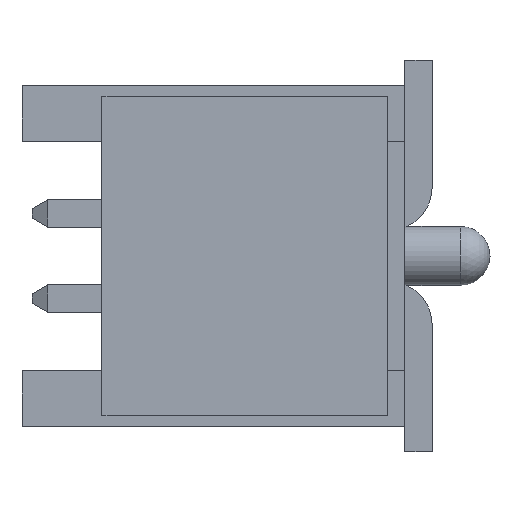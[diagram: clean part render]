
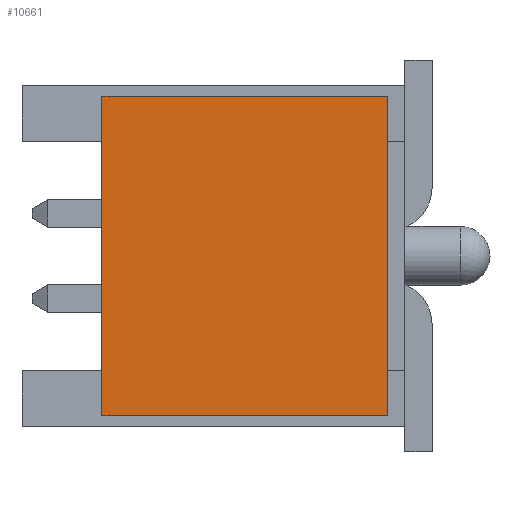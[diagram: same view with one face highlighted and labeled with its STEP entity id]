
A CAD part, left-side view. The second image highlights one B-rep face of the part: STEP entity #10661.
In plain terms, the highlighted planar face has unit normal (-1, 0, 0).
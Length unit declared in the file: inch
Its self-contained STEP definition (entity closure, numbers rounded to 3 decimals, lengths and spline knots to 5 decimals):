
#1461 = CARTESIAN_POINT ( 'NONE',  ( -0.299, 0.01, 0.094 ) ) ;
#1778 = ORIENTED_EDGE ( 'NONE', *, *, #13212, .F. ) ;
#2095 = CARTESIAN_POINT ( 'NONE',  ( -0.299, 0.178, 0.094 ) ) ;
#2402 = DIRECTION ( 'NONE',  ( 0., 0., -1. ) ) ;
#3136 = VERTEX_POINT ( 'NONE', #3792 ) ;
#3273 = LINE ( 'NONE', #7747, #16928 ) ;
#3792 = CARTESIAN_POINT ( 'NONE',  ( -0.299, 0.01, -0.094 ) ) ;
#4518 = VECTOR ( 'NONE', #9371, 39.37008 ) ;
#4710 = CARTESIAN_POINT ( 'NONE',  ( -0.299, 0.178, -0.094 ) ) ;
#4962 = CARTESIAN_POINT ( 'NONE',  ( -0.299, 0.178, -0.094 ) ) ;
#5008 = DIRECTION ( 'NONE',  ( 0., -1., 0. ) ) ;
#6508 = CARTESIAN_POINT ( 'NONE',  ( -0.299, 0.178, 0.094 ) ) ;
#6636 = AXIS2_PLACEMENT_3D ( 'NONE', #8109, #18254, #9597 ) ;
#7298 = LINE ( 'NONE', #14276, #14583 ) ;
#7747 = CARTESIAN_POINT ( 'NONE',  ( -0.299, 0.178, 0.094 ) ) ;
#8082 = EDGE_CURVE ( 'NONE', #9684, #3136, #7298, .T. ) ;
#8109 = CARTESIAN_POINT ( 'NONE',  ( -0.299, 0.178, 0.094 ) ) ;
#8394 = LINE ( 'NONE', #4962, #4518 ) ;
#9013 = VECTOR ( 'NONE', #5008, 39.37008 ) ;
#9371 = DIRECTION ( 'NONE',  ( 0., -1., 0. ) ) ;
#9597 = DIRECTION ( 'NONE',  ( 0., 0., 1. ) ) ;
#9684 = VERTEX_POINT ( 'NONE', #1461 ) ;
#10661 = ADVANCED_FACE ( 'NONE', ( #16072 ), #10988, .T. ) ;
#10988 = PLANE ( 'NONE',  #6636 ) ;
#12422 = EDGE_LOOP ( 'NONE', ( #17968, #1778, #18750, #14189 ) ) ;
#12870 = LINE ( 'NONE', #2095, #9013 ) ;
#13212 = EDGE_CURVE ( 'NONE', #13256, #9684, #12870, .T. ) ;
#13256 = VERTEX_POINT ( 'NONE', #6508 ) ;
#14189 = ORIENTED_EDGE ( 'NONE', *, *, #18838, .T. ) ;
#14276 = CARTESIAN_POINT ( 'NONE',  ( -0.299, 0.01, 0.094 ) ) ;
#14583 = VECTOR ( 'NONE', #2402, 39.37008 ) ;
#16024 = EDGE_CURVE ( 'NONE', #13256, #16991, #3273, .T. ) ;
#16072 = FACE_OUTER_BOUND ( 'NONE', #12422, .T. ) ;
#16451 = DIRECTION ( 'NONE',  ( 0., 0., -1. ) ) ;
#16928 = VECTOR ( 'NONE', #16451, 39.37008 ) ;
#16991 = VERTEX_POINT ( 'NONE', #4710 ) ;
#17968 = ORIENTED_EDGE ( 'NONE', *, *, #8082, .F. ) ;
#18254 = DIRECTION ( 'NONE',  ( -1., 0., 0. ) ) ;
#18750 = ORIENTED_EDGE ( 'NONE', *, *, #16024, .T. ) ;
#18838 = EDGE_CURVE ( 'NONE', #16991, #3136, #8394, .T. ) ;
